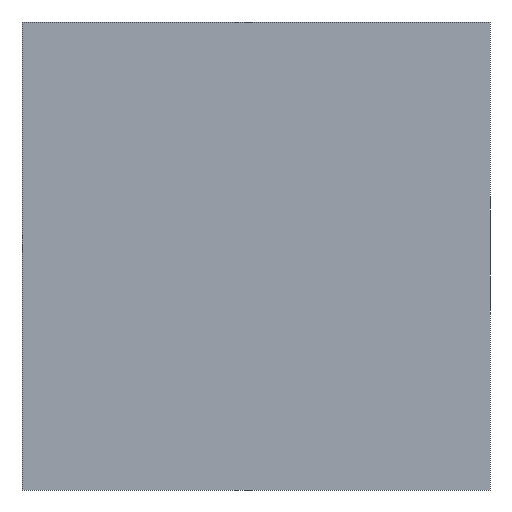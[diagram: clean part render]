
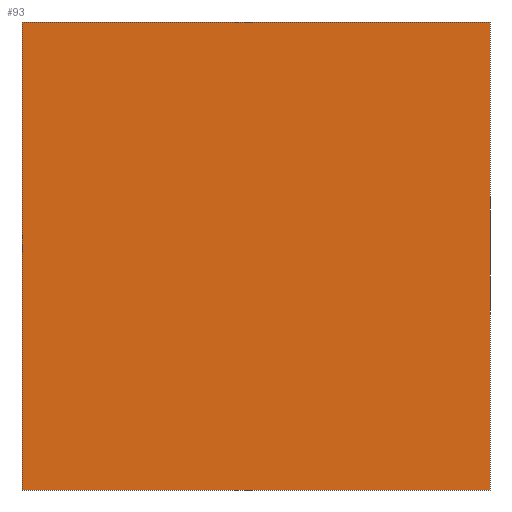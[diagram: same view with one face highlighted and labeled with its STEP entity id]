
A CAD part, front view. The second image highlights one B-rep face of the part: STEP entity #93.
In plain terms, the highlighted planar face has unit normal (0, -1, 0).
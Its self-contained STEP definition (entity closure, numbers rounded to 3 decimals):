
#93=ADVANCED_FACE('',(#177),#179,.T.);
#177=FACE_BOUND('',#178,.T.);
#178=EDGE_LOOP('',(#235,#236,#237,#238));
#179=PLANE('',#180);
#180=AXIS2_PLACEMENT_3D('',#181,#182,#183);
#181=CARTESIAN_POINT('',(-10.,-32.5,0.));
#182=DIRECTION('',(0.,-1.,0.));
#183=DIRECTION('',(1.,0.,0.));
#235=ORIENTED_EDGE('',*,*,#255,.T.);
#236=ORIENTED_EDGE('',*,*,#251,.T.);
#237=ORIENTED_EDGE('',*,*,#260,.F.);
#238=ORIENTED_EDGE('',*,*,#261,.F.);
#251=EDGE_CURVE('',#264,#269,#271,.T.);
#255=EDGE_CURVE('',#278,#264,#279,.T.);
#260=EDGE_CURVE('',#284,#269,#286,.T.);
#261=EDGE_CURVE('',#278,#284,#287,.T.);
#264=VERTEX_POINT('',#292);
#269=VERTEX_POINT('',#301);
#271=LINE('',#305,#306);
#278=VERTEX_POINT('',#322);
#279=LINE('',#323,#324);
#284=VERTEX_POINT('',#336);
#286=LINE('',#340,#341);
#287=LINE('',#343,#344);
#292=CARTESIAN_POINT('',(10.,-32.5,0.));
#301=CARTESIAN_POINT('',(10.,-32.5,20.));
#305=CARTESIAN_POINT('',(10.,-32.5,0.));
#306=VECTOR('',#307,1.);
#307=DIRECTION('',(0.,0.,1.));
#322=CARTESIAN_POINT('',(-10.,-32.5,0.));
#323=CARTESIAN_POINT('',(-10.,-32.5,0.));
#324=VECTOR('',#325,1.);
#325=DIRECTION('',(1.,0.,0.));
#336=CARTESIAN_POINT('',(-10.,-32.5,20.));
#340=CARTESIAN_POINT('',(-10.,-32.5,20.));
#341=VECTOR('',#342,1.);
#342=DIRECTION('',(1.,0.,0.));
#343=CARTESIAN_POINT('',(-10.,-32.5,0.));
#344=VECTOR('',#345,1.);
#345=DIRECTION('',(0.,0.,1.));
